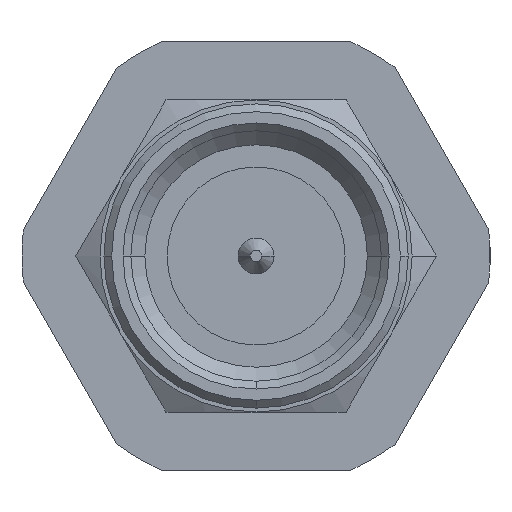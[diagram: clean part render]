
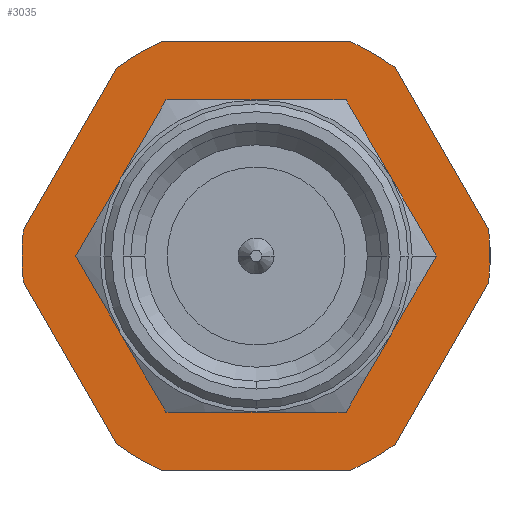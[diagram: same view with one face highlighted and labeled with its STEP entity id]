
A CAD part, left-side view. The second image highlights one B-rep face of the part: STEP entity #3035.
In plain terms, the highlighted planar face has unit normal (-1, 0, 0).
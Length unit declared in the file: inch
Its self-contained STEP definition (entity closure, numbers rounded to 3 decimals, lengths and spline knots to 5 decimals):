
#2 = VERTEX_POINT ( 'NONE', #64 ) ;
#39 = CIRCLE ( 'NONE', #992, 0.125 ) ;
#64 = CARTESIAN_POINT ( 'NONE',  ( 0.39567, -0.09441, 0.21654 ) ) ;
#165 = AXIS2_PLACEMENT_3D ( 'NONE', #3402, #4169, #4669 ) ;
#176 = DIRECTION ( 'NONE',  ( 0., 0.994, 0.112 ) ) ;
#180 = VERTEX_POINT ( 'NONE', #1981 ) ;
#261 = AXIS2_PLACEMENT_3D ( 'NONE', #5220, #671, #1481 ) ;
#448 = EDGE_CURVE ( 'NONE', #3120, #1920, #39, .T. ) ;
#471 = ORIENTED_EDGE ( 'NONE', *, *, #4178, .T. ) ;
#481 = CARTESIAN_POINT ( 'NONE',  ( 0.39567, 0.09441, 0.21654 ) ) ;
#489 = CARTESIAN_POINT ( 'NONE',  ( 0.39567, 0., 0. ) ) ;
#529 = EDGE_LOOP ( 'NONE', ( #5228, #3187 ) ) ;
#543 = ORIENTED_EDGE ( 'NONE', *, *, #1875, .F. ) ;
#572 = EDGE_CURVE ( 'NONE', #1327, #1871, #1974, .T. ) ;
#589 = CARTESIAN_POINT ( 'NONE',  ( 0.39567, 0., 0. ) ) ;
#614 = CIRCLE ( 'NONE', #261, 0.23622 ) ;
#661 = EDGE_CURVE ( 'NONE', #1610, #4285, #2891, .T. ) ;
#671 = DIRECTION ( 'NONE',  ( -1., 0., 0. ) ) ;
#688 = VECTOR ( 'NONE', #5317, 39.37008 ) ;
#750 = VERTEX_POINT ( 'NONE', #1952 ) ;
#779 = DIRECTION ( 'NONE',  ( 1., 0., 0. ) ) ;
#822 = DIRECTION ( 'NONE',  ( 0., 0.5, -0.866 ) ) ;
#941 = DIRECTION ( 'NONE',  ( -1., 0., 0. ) ) ;
#952 = CIRCLE ( 'NONE', #1664, 0.23622 ) ;
#971 = DIRECTION ( 'NONE',  ( 0., -0.5, 0.866 ) ) ;
#992 = AXIS2_PLACEMENT_3D ( 'NONE', #4021, #4048, #3118 ) ;
#1080 = DIRECTION ( 'NONE',  ( 0., 0.994, 0.112 ) ) ;
#1107 = CARTESIAN_POINT ( 'NONE',  ( 0.39567, -0.23473, -0.02651 ) ) ;
#1156 = ORIENTED_EDGE ( 'NONE', *, *, #2085, .F. ) ;
#1232 = VECTOR ( 'NONE', #971, 39.37008 ) ;
#1327 = VERTEX_POINT ( 'NONE', #2087 ) ;
#1338 = VERTEX_POINT ( 'NONE', #2584 ) ;
#1371 = AXIS2_PLACEMENT_3D ( 'NONE', #4065, #3186, #1080 ) ;
#1434 = CARTESIAN_POINT ( 'NONE',  ( 0.39567, 0.125, 0. ) ) ;
#1445 = CARTESIAN_POINT ( 'NONE',  ( 0.39567, 0.23473, 0.02651 ) ) ;
#1481 = DIRECTION ( 'NONE',  ( 0., -0.4, -0.917 ) ) ;
#1610 = VERTEX_POINT ( 'NONE', #1107 ) ;
#1620 = EDGE_CURVE ( 'NONE', #2899, #750, #4714, .T. ) ;
#1664 = AXIS2_PLACEMENT_3D ( 'NONE', #2762, #4374, #4446 ) ;
#1812 = LINE ( 'NONE', #3113, #2163 ) ;
#1862 = CARTESIAN_POINT ( 'NONE',  ( 0.39567, -0.14032, 0.19003 ) ) ;
#1871 = VERTEX_POINT ( 'NONE', #1862 ) ;
#1875 = EDGE_CURVE ( 'NONE', #2666, #2, #1812, .T. ) ;
#1920 = VERTEX_POINT ( 'NONE', #3306 ) ;
#1952 = CARTESIAN_POINT ( 'NONE',  ( 0.39567, 0.23622, 0. ) ) ;
#1974 = LINE ( 'NONE', #2003, #2942 ) ;
#1981 = CARTESIAN_POINT ( 'NONE',  ( 0.39567, 0.14032, -0.19003 ) ) ;
#2003 = CARTESIAN_POINT ( 'NONE',  ( 0.39567, -0.23473, 0.02651 ) ) ;
#2085 = EDGE_CURVE ( 'NONE', #3547, #2666, #2872, .T. ) ;
#2087 = CARTESIAN_POINT ( 'NONE',  ( 0.39567, -0.23473, 0.02651 ) ) ;
#2116 = ORIENTED_EDGE ( 'NONE', *, *, #661, .F. ) ;
#2125 = ORIENTED_EDGE ( 'NONE', *, *, #4821, .T. ) ;
#2163 = VECTOR ( 'NONE', #4016, 39.37008 ) ;
#2239 = DIRECTION ( 'NONE',  ( 0., -0.994, -0.112 ) ) ;
#2279 = CIRCLE ( 'NONE', #2992, 0.23622 ) ;
#2457 = PLANE ( 'NONE',  #165 ) ;
#2460 = CARTESIAN_POINT ( 'NONE',  ( 0.39567, 0.23473, -0.02651 ) ) ;
#2466 = VECTOR ( 'NONE', #3244, 39.37008 ) ;
#2584 = CARTESIAN_POINT ( 'NONE',  ( 0.39567, -0.09441, -0.21654 ) ) ;
#2666 = VERTEX_POINT ( 'NONE', #481 ) ;
#2710 = CARTESIAN_POINT ( 'NONE',  ( 0.39567, 0., 0. ) ) ;
#2711 = DIRECTION ( 'NONE',  ( -1., 0., 0. ) ) ;
#2727 = EDGE_CURVE ( 'NONE', #750, #3986, #4469, .T. ) ;
#2762 = CARTESIAN_POINT ( 'NONE',  ( 0.39567, 0., 0. ) ) ;
#2788 = EDGE_CURVE ( 'NONE', #180, #3842, #4739, .T. ) ;
#2872 = CIRCLE ( 'NONE', #5413, 0.23622 ) ;
#2880 = CARTESIAN_POINT ( 'NONE',  ( 0.39567, 0., 0. ) ) ;
#2891 = LINE ( 'NONE', #3311, #4082 ) ;
#2899 = VERTEX_POINT ( 'NONE', #3291 ) ;
#2942 = VECTOR ( 'NONE', #3747, 39.37008 ) ;
#2969 = DIRECTION ( 'NONE',  ( 0., 0.594, 0.804 ) ) ;
#2978 = ORIENTED_EDGE ( 'NONE', *, *, #5029, .F. ) ;
#2984 = FACE_BOUND ( 'NONE', #529, .T. ) ;
#2992 = AXIS2_PLACEMENT_3D ( 'NONE', #589, #2711, #2239 ) ;
#3026 = CARTESIAN_POINT ( 'NONE',  ( 0.39567, 0.14032, 0.19003 ) ) ;
#3028 = ORIENTED_EDGE ( 'NONE', *, *, #2788, .T. ) ;
#3035 = ADVANCED_FACE ( 'NONE', ( #2984, #5074 ), #2457, .T. ) ;
#3047 = CARTESIAN_POINT ( 'NONE',  ( 0.39567, 0., 0. ) ) ;
#3113 = CARTESIAN_POINT ( 'NONE',  ( 0.39567, 0.09441, 0.21654 ) ) ;
#3118 = DIRECTION ( 'NONE',  ( 0., 1., 0. ) ) ;
#3120 = VERTEX_POINT ( 'NONE', #1434 ) ;
#3158 = AXIS2_PLACEMENT_3D ( 'NONE', #3047, #941, #5188 ) ;
#3182 = ORIENTED_EDGE ( 'NONE', *, *, #4033, .F. ) ;
#3186 = DIRECTION ( 'NONE',  ( -1., 0., 0. ) ) ;
#3187 = ORIENTED_EDGE ( 'NONE', *, *, #448, .F. ) ;
#3244 = DIRECTION ( 'NONE',  ( 0., 1., 0. ) ) ;
#3264 = AXIS2_PLACEMENT_3D ( 'NONE', #2880, #779, #4116 ) ;
#3291 = CARTESIAN_POINT ( 'NONE',  ( 0.39567, 0.23473, 0.02651 ) ) ;
#3306 = CARTESIAN_POINT ( 'NONE',  ( 0.39567, -0.125, 0. ) ) ;
#3311 = CARTESIAN_POINT ( 'NONE',  ( 0.39567, -0.23473, -0.02651 ) ) ;
#3402 = CARTESIAN_POINT ( 'NONE',  ( 0.39567, 0., 0. ) ) ;
#3466 = ORIENTED_EDGE ( 'NONE', *, *, #4053, .T. ) ;
#3547 = VERTEX_POINT ( 'NONE', #3026 ) ;
#3567 = EDGE_LOOP ( 'NONE', ( #3940, #4139, #471, #3028, #2978, #2125, #2116, #3466, #4856, #3182, #543, #1156, #4680 ) ) ;
#3737 = CARTESIAN_POINT ( 'NONE',  ( 0.39567, -0.09441, -0.21654 ) ) ;
#3747 = DIRECTION ( 'NONE',  ( 0., 0.5, 0.866 ) ) ;
#3822 = CARTESIAN_POINT ( 'NONE',  ( 0.39567, 0.09441, -0.21654 ) ) ;
#3842 = VERTEX_POINT ( 'NONE', #3822 ) ;
#3940 = ORIENTED_EDGE ( 'NONE', *, *, #1620, .T. ) ;
#3986 = VERTEX_POINT ( 'NONE', #5263 ) ;
#4016 = DIRECTION ( 'NONE',  ( 0., -1., 0. ) ) ;
#4021 = CARTESIAN_POINT ( 'NONE',  ( 0.39567, 0., 0. ) ) ;
#4033 = EDGE_CURVE ( 'NONE', #2, #1871, #952, .T. ) ;
#4048 = DIRECTION ( 'NONE',  ( -1., 0., 0. ) ) ;
#4053 = EDGE_CURVE ( 'NONE', #1610, #1327, #2279, .T. ) ;
#4065 = CARTESIAN_POINT ( 'NONE',  ( 0.39567, 0., 0. ) ) ;
#4082 = VECTOR ( 'NONE', #822, 39.37008 ) ;
#4116 = DIRECTION ( 'NONE',  ( 0., 1., 0. ) ) ;
#4139 = ORIENTED_EDGE ( 'NONE', *, *, #2727, .T. ) ;
#4169 = DIRECTION ( 'NONE',  ( -1., 0., 0. ) ) ;
#4178 = EDGE_CURVE ( 'NONE', #3986, #180, #4992, .T. ) ;
#4202 = CARTESIAN_POINT ( 'NONE',  ( 0.39567, -0.14032, -0.19003 ) ) ;
#4240 = CIRCLE ( 'NONE', #3264, 0.125 ) ;
#4285 = VERTEX_POINT ( 'NONE', #4202 ) ;
#4292 = DIRECTION ( 'NONE',  ( 1., 0., 0. ) ) ;
#4374 = DIRECTION ( 'NONE',  ( 1., 0., 0. ) ) ;
#4401 = LINE ( 'NONE', #1445, #1232 ) ;
#4446 = DIRECTION ( 'NONE',  ( 0., -0.4, 0.917 ) ) ;
#4469 = CIRCLE ( 'NONE', #5172, 0.23622 ) ;
#4669 = DIRECTION ( 'NONE',  ( 0., 0., 1. ) ) ;
#4680 = ORIENTED_EDGE ( 'NONE', *, *, #5307, .F. ) ;
#4714 = CIRCLE ( 'NONE', #1371, 0.23622 ) ;
#4739 = CIRCLE ( 'NONE', #3158, 0.23622 ) ;
#4821 = EDGE_CURVE ( 'NONE', #1338, #4285, #614, .T. ) ;
#4856 = ORIENTED_EDGE ( 'NONE', *, *, #572, .T. ) ;
#4945 = LINE ( 'NONE', #3737, #2466 ) ;
#4992 = LINE ( 'NONE', #2460, #688 ) ;
#5029 = EDGE_CURVE ( 'NONE', #1338, #3842, #4945, .T. ) ;
#5074 = FACE_OUTER_BOUND ( 'NONE', #3567, .T. ) ;
#5172 = AXIS2_PLACEMENT_3D ( 'NONE', #2710, #5209, #176 ) ;
#5188 = DIRECTION ( 'NONE',  ( 0., 0.594, -0.804 ) ) ;
#5209 = DIRECTION ( 'NONE',  ( -1., 0., 0. ) ) ;
#5220 = CARTESIAN_POINT ( 'NONE',  ( 0.39567, 0., 0. ) ) ;
#5228 = ORIENTED_EDGE ( 'NONE', *, *, #5348, .T. ) ;
#5263 = CARTESIAN_POINT ( 'NONE',  ( 0.39567, 0.23473, -0.02651 ) ) ;
#5307 = EDGE_CURVE ( 'NONE', #2899, #3547, #4401, .T. ) ;
#5317 = DIRECTION ( 'NONE',  ( 0., -0.5, -0.866 ) ) ;
#5348 = EDGE_CURVE ( 'NONE', #3120, #1920, #4240, .T. ) ;
#5413 = AXIS2_PLACEMENT_3D ( 'NONE', #489, #4292, #2969 ) ;
